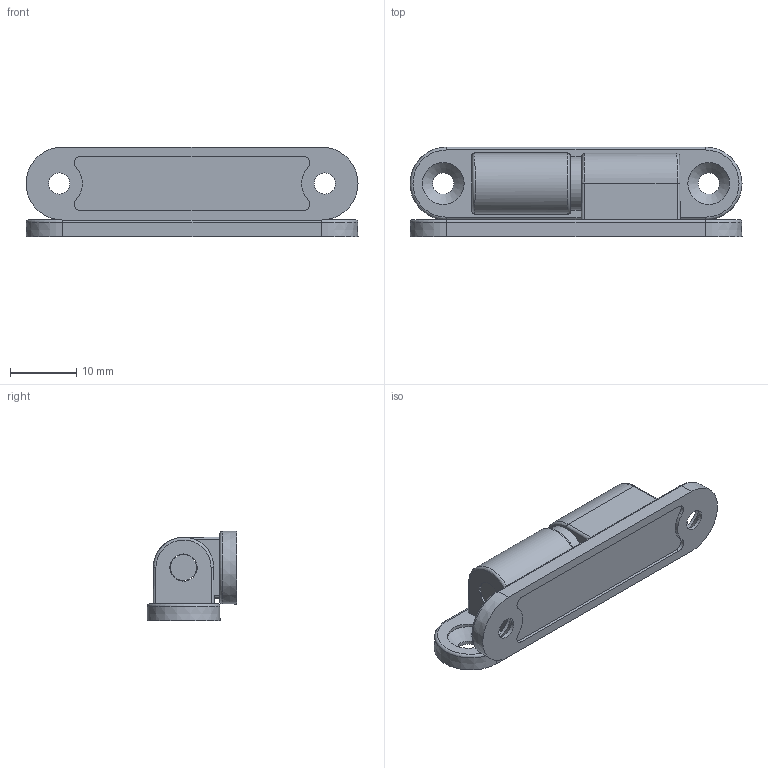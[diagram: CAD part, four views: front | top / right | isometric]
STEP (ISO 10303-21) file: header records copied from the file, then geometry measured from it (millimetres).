
FILE_DESCRIPTION(/* description */ (''),/* implementation_level */ '2;1');
FILE_NAME(/* name */ 'H-CN50.stp',/* time_stamp */ '2026-02-09T15:32:28+09:00',/* author */ ('user'),/* organization */ (''),/* preprocessor_version */ 'ST-DEVELOPER v15.6',/* originating_system */ 'Autodesk Inventor 2015',/* authorisation */ '');
FILE_SCHEMA (('AUTOMOTIVE_DESIGN { 1 0 10303 214 3 1 1 }'));
Length unit declared in the file: millimetre
Products named in the file (5): H-CN50_2; H-CN50_1; 와샤; 핀; H-CN50
Bounding box: 50 x 13.55 x 13.55 mm (x, y, z)
Volume: 4697.8 mm3; surface area: 4397.2 mm2
Topology: 4 solids, 4 shells, 82 faces, 189 edges, 119 vertices
Faces by surface type: cylinder 39, plane 26, cone 9, bspline 4, torus 4
Full cylindrical faces by diameter (mm): 3.2 x4, 3.9 x1, 4.1 x3, 6.3 x4, 8 x1
Entity records: 3229 total; most frequent: CARTESIAN_POINT 1265, DIRECTION 420, ORIENTED_EDGE 334, AXIS2_PLACEMENT_3D 174, EDGE_CURVE 167, EDGE_LOOP 118, VERTEX_POINT 115, FACE_OUTER_BOUND 82
